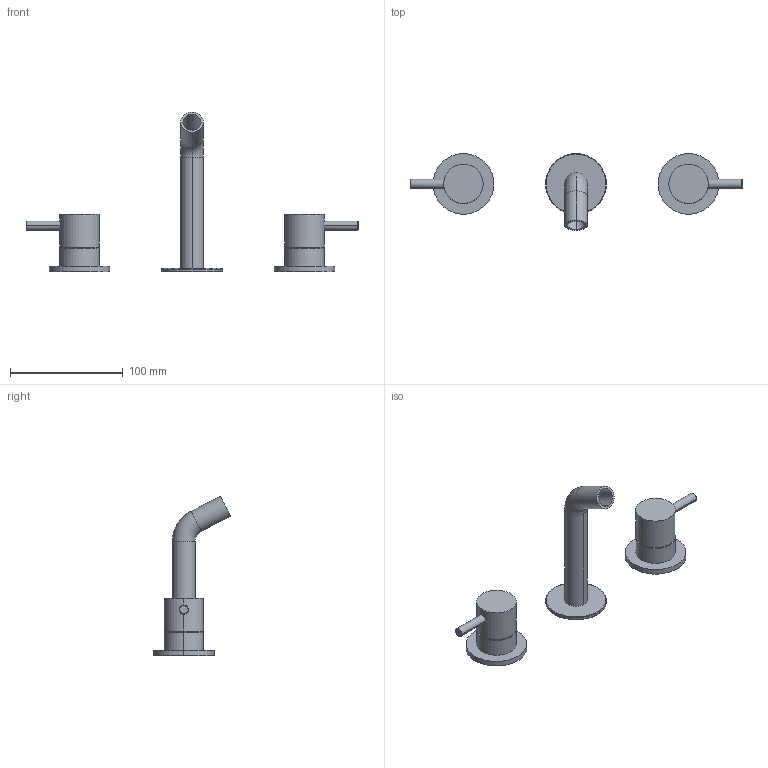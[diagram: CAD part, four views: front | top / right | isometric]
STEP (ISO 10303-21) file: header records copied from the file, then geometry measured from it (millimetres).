
FILE_DESCRIPTION (( 'STEP AP214' ), '1' );
FILE_NAME ('CO304S_STEP_v10424.STEP', '2024-04-11T07:49:28', ( '' ), ( '' ), 'SwSTEP 2.0', 'SolidWorks 2019', '' );
FILE_SCHEMA (( 'AUTOMOTIVE_DESIGN' ));
Length unit declared in the file: millimetre
Products named in the file (4): CO207_Spout back plate_v11023; Wall Spout_20mm_v11023_SHORT - 130mm; CO304S_STEP_v10424; Standard 35mm BM Handle_v11023_3Th handle
Assembly tree (4 placements, depth 2):
  CO304S_STEP_v10424
    Wall Spout_20mm_v11023_SHORT - 130mm
    CO207_Spout back plate_v11023
    Standard 35mm BM Handle_v11023_3Th handle  x2
Bounding box: 295 x 68.54 x 141.91 mm (x, y, z)
Volume: 96982.8 mm3; surface area: 53041.8 mm2
Topology: 4 solids, 6 shells, 68 faces, 134 edges, 84 vertices
Faces by surface type: cylinder 36, plane 20, torus 12
Entity records: 1433 total; most frequent: CARTESIAN_POINT 268, DIRECTION 255, ORIENTED_EDGE 182, AXIS2_PLACEMENT_3D 115, EDGE_CURVE 91, CIRCLE 62, VERTEX_POINT 56, EDGE_LOOP 53
